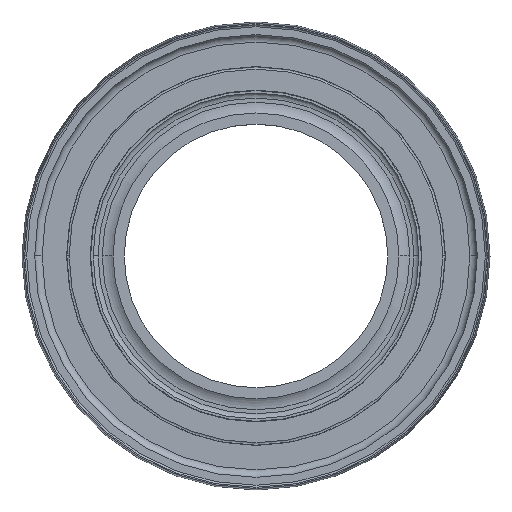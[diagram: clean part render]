
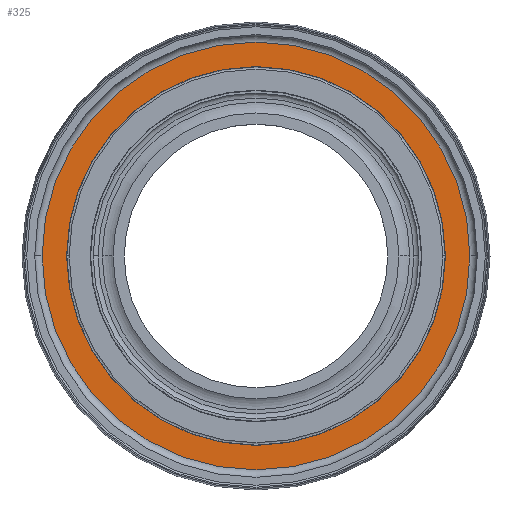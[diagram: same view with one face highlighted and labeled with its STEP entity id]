
A CAD part, top view. The second image highlights one B-rep face of the part: STEP entity #325.
In plain terms, the highlighted planar face has unit normal (0, 0, 1).
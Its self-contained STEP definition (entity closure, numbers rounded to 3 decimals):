
#219=CARTESIAN_POINT('POINT15',(-547.244,0.,
   0.984));
#220=VERTEX_POINT('VERTEX15',#219);
#228=CARTESIAN_POINT('POINT16',(129.921,
   0.,0.984));
#229=VERTEX_POINT('VERTEX16',#228);
#230=CARTESIAN_POINT('POS23',(-208.661,0.,
   0.984));
#231=DIRECTION('DIR41',(0.,0.,1.));
#232=DIRECTION('DIR42',(-1.,0.,0.));
#233=AXIS2_PLACEMENT_3D('AXIS19',#230,#231,#232);
#234=CIRCLE('ELLIPSE13',#233,338.583);
#235=EDGE_CURVE('EDGE22',#229,#220,#234,.T.);
#256=EDGE_CURVE('EDGE24',#220,#229,#234,.T.);
#301=ORIENTED_EDGE('COEDGE53',*,*,#256,.T.);
#302=ORIENTED_EDGE('COEDGE54',*,*,#235,.T.);
#303=EDGE_LOOP('NONE',(#301,#302));
#304=FACE_BOUND('LOOP1',#303,.T.);
#305=CARTESIAN_POINT('POINT19',(91.187,0.,
   0.984));
#306=VERTEX_POINT('VERTEX19',#305);
#307=CARTESIAN_POINT('POINT20',(-508.51,
   0.,0.984));
#308=VERTEX_POINT('VERTEX20',#307);
#309=CARTESIAN_POINT('POS30',(-208.661,0.,
   0.984));
#310=DIRECTION('DIR53',(0.,0.,1.));
#311=DIRECTION('DIR54',(1.,0.,0.));
#312=AXIS2_PLACEMENT_3D('AXIS24',#309,#310,#311);
#313=CIRCLE('ELLIPSE16',#312,299.848);
#314=EDGE_CURVE('EDGE29',#306,#308,#313,.T.);
#315=ORIENTED_EDGE('COEDGE55',*,*,#314,.F.);
#316=EDGE_CURVE('EDGE30',#308,#306,#313,.T.);
#317=ORIENTED_EDGE('COEDGE56',*,*,#316,.F.);
#318=EDGE_LOOP('NONE',(#315,#317));
#319=FACE_BOUND('LOOP1',#318,.T.);
#320=CARTESIAN_POINT('POS31',(116.46,0.,
   0.984));
#321=DIRECTION('DIR55',(0.,0.,-1.));
#322=DIRECTION('DIR56',(1.,0.,0.));
#323=AXIS2_PLACEMENT_3D('AXIS25',#320,#321,#322);
#324=PLANE('PLANE4',#323);
#325=ADVANCED_FACE('FACE14',(#304,#319),#324,.F.);
